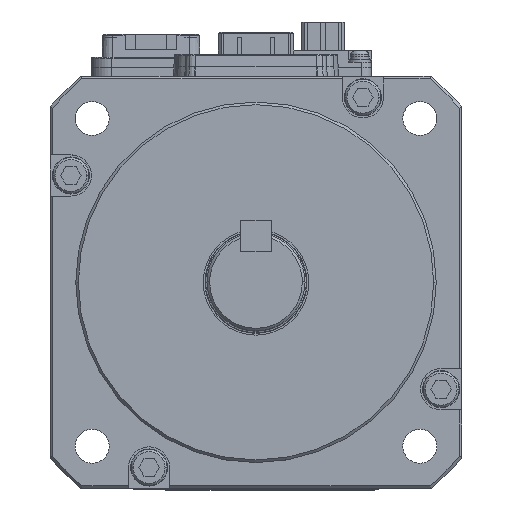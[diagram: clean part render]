
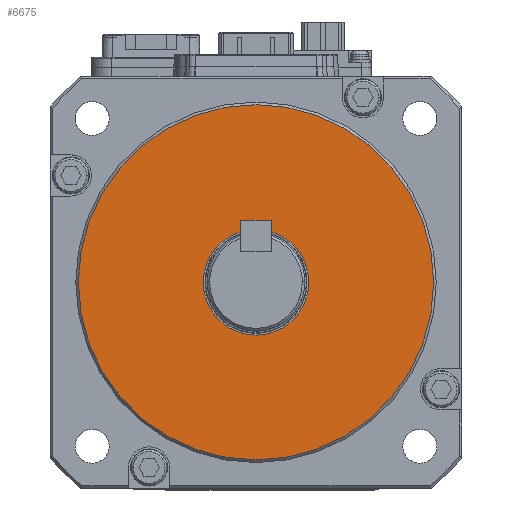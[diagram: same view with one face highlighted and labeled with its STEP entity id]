
A CAD part, top view. The second image highlights one B-rep face of the part: STEP entity #6675.
In plain terms, the highlighted planar face has unit normal (0, 0, 1).
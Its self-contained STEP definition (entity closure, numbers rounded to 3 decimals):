
#2766 = DIRECTION ( 'NONE',  ( 1., 0., 0. ) ) ;
#2768 = DIRECTION ( 'NONE',  ( 0., 0., 1. ) ) ;
#2776 = CARTESIAN_POINT ( 'NONE',  ( 0., 0., 68.5 ) ) ;
#2779 = DIRECTION ( 'NONE',  ( 1., 0., 0. ) ) ;
#2791 = DIRECTION ( 'NONE',  ( 0., 0., 1. ) ) ;
#2796 = CARTESIAN_POINT ( 'NONE',  ( 0., 0., 68.5 ) ) ;
#3458 = AXIS2_PLACEMENT_3D ( 'NONE', #2776, #2791, #2779 ) ;
#3463 = AXIS2_PLACEMENT_3D ( 'NONE', #2796, #2768, #2766 ) ;
#3467 = CIRCLE ( 'NONE', #3463, 10.25 ) ;
#3492 = CIRCLE ( 'NONE', #3458, 34.5 ) ;
#4237 = AXIS2_PLACEMENT_3D ( 'NONE', #59540, #59542, #59508 ) ;
#4277 = CIRCLE ( 'NONE', #4237, 10.25 ) ;
#4352 = AXIS2_PLACEMENT_3D ( 'NONE', #59906, #59907, #59950 ) ;
#4383 = CIRCLE ( 'NONE', #4352, 34.5 ) ;
#6675 = ADVANCED_FACE ( 'NONE', ( #33029, #33076 ), #33034, .T. ) ;
#6731 = EDGE_CURVE ( 'NONE', #64856, #64921, #3492, .T. ) ;
#6732 = EDGE_CURVE ( 'NONE', #65011, #64899, #3467, .T. ) ;
#7389 = EDGE_CURVE ( 'NONE', #64899, #65011, #4277, .T. ) ;
#7529 = EDGE_CURVE ( 'NONE', #64921, #64856, #4383, .T. ) ;
#29457 = AXIS2_PLACEMENT_3D ( 'NONE', #33113, #33155, #33117 ) ;
#33029 = FACE_OUTER_BOUND ( 'NONE', #46554, .T. ) ;
#33034 = PLANE ( 'NONE',  #29457 ) ;
#33076 = FACE_BOUND ( 'NONE', #46552, .T. ) ;
#33113 = CARTESIAN_POINT ( 'NONE',  ( 0., 0., 68.5 ) ) ;
#33117 = DIRECTION ( 'NONE',  ( 1., 0., 0. ) ) ;
#33155 = DIRECTION ( 'NONE',  ( 0., 0., 1. ) ) ;
#46552 = EDGE_LOOP ( 'NONE', ( #65415, #65425 ) ) ;
#46554 = EDGE_LOOP ( 'NONE', ( #65424, #65448 ) ) ;
#59508 = DIRECTION ( 'NONE',  ( 1., 0., 0. ) ) ;
#59540 = CARTESIAN_POINT ( 'NONE',  ( 0., 0., 68.5 ) ) ;
#59542 = DIRECTION ( 'NONE',  ( 0., 0., 1. ) ) ;
#59906 = CARTESIAN_POINT ( 'NONE',  ( 0., 0., 68.5 ) ) ;
#59907 = DIRECTION ( 'NONE',  ( 0., 0., 1. ) ) ;
#59950 = DIRECTION ( 'NONE',  ( 1., 0., 0. ) ) ;
#64856 = VERTEX_POINT ( 'NONE', #96919 ) ;
#64899 = VERTEX_POINT ( 'NONE', #96974 ) ;
#64921 = VERTEX_POINT ( 'NONE', #96994 ) ;
#65011 = VERTEX_POINT ( 'NONE', #94956 ) ;
#65415 = ORIENTED_EDGE ( 'NONE', *, *, #7389, .F. ) ;
#65424 = ORIENTED_EDGE ( 'NONE', *, *, #6731, .T. ) ;
#65425 = ORIENTED_EDGE ( 'NONE', *, *, #6732, .F. ) ;
#65448 = ORIENTED_EDGE ( 'NONE', *, *, #7529, .T. ) ;
#94956 = CARTESIAN_POINT ( 'NONE',  ( 10.25, 0., 68.5 ) ) ;
#96919 = CARTESIAN_POINT ( 'NONE',  ( -34.5, 0., 68.5 ) ) ;
#96974 = CARTESIAN_POINT ( 'NONE',  ( -10.25, 0., 68.5 ) ) ;
#96994 = CARTESIAN_POINT ( 'NONE',  ( 34.5, 0., 68.5 ) ) ;
